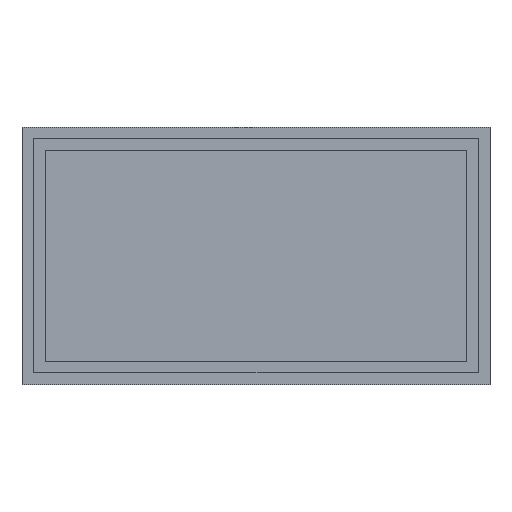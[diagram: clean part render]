
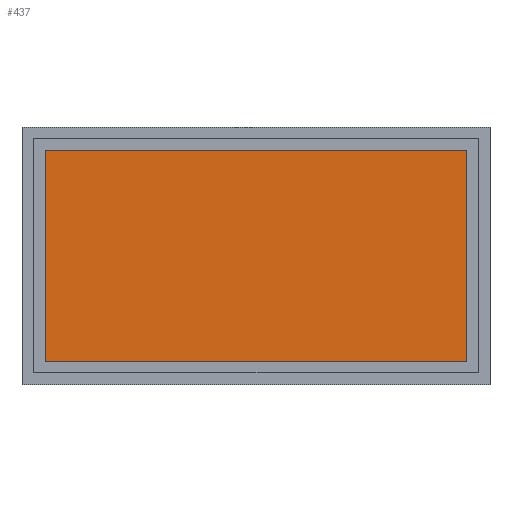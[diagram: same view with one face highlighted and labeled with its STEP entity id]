
A CAD part, top view. The second image highlights one B-rep face of the part: STEP entity #437.
In plain terms, the highlighted planar face has unit normal (0, 0, 1).
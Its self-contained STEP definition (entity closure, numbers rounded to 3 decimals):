
#346 = VERTEX_POINT('',#347);
#347 = CARTESIAN_POINT('',(-36.,18.,2.));
#355 = VERTEX_POINT('',#356);
#356 = CARTESIAN_POINT('',(-36.,-18.,2.));
#362 = EDGE_CURVE('',#346,#355,#363,.T.);
#363 = LINE('',#364,#365);
#364 = CARTESIAN_POINT('',(-36.,18.,2.));
#365 = VECTOR('',#366,1.);
#366 = DIRECTION('',(0.,-1.,0.));
#379 = VERTEX_POINT('',#380);
#380 = CARTESIAN_POINT('',(36.,-18.,2.));
#386 = EDGE_CURVE('',#355,#379,#387,.T.);
#387 = LINE('',#388,#389);
#388 = CARTESIAN_POINT('',(-36.,-18.,2.));
#389 = VECTOR('',#390,1.);
#390 = DIRECTION('',(1.,0.,0.));
#403 = VERTEX_POINT('',#404);
#404 = CARTESIAN_POINT('',(36.,18.,2.));
#410 = EDGE_CURVE('',#379,#403,#411,.T.);
#411 = LINE('',#412,#413);
#412 = CARTESIAN_POINT('',(36.,-18.,2.));
#413 = VECTOR('',#414,1.);
#414 = DIRECTION('',(0.,1.,0.));
#427 = EDGE_CURVE('',#403,#346,#428,.T.);
#428 = LINE('',#429,#430);
#429 = CARTESIAN_POINT('',(36.,18.,2.));
#430 = VECTOR('',#431,1.);
#431 = DIRECTION('',(-1.,0.,0.));
#437 = ADVANCED_FACE('',(#438),#444,.T.);
#438 = FACE_BOUND('',#439,.T.);
#439 = EDGE_LOOP('',(#440,#441,#442,#443));
#440 = ORIENTED_EDGE('',*,*,#427,.T.);
#441 = ORIENTED_EDGE('',*,*,#362,.T.);
#442 = ORIENTED_EDGE('',*,*,#386,.T.);
#443 = ORIENTED_EDGE('',*,*,#410,.T.);
#444 = PLANE('',#445);
#445 = AXIS2_PLACEMENT_3D('',#446,#447,#448);
#446 = CARTESIAN_POINT('',(0.,0.,2.));
#447 = DIRECTION('',(0.,0.,1.));
#448 = DIRECTION('',(1.,0.,0.));
